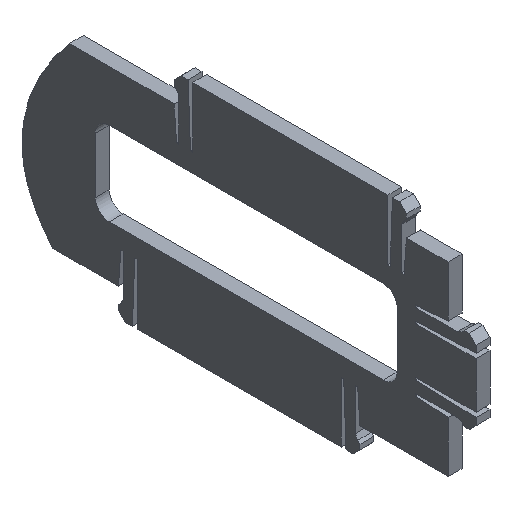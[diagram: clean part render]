
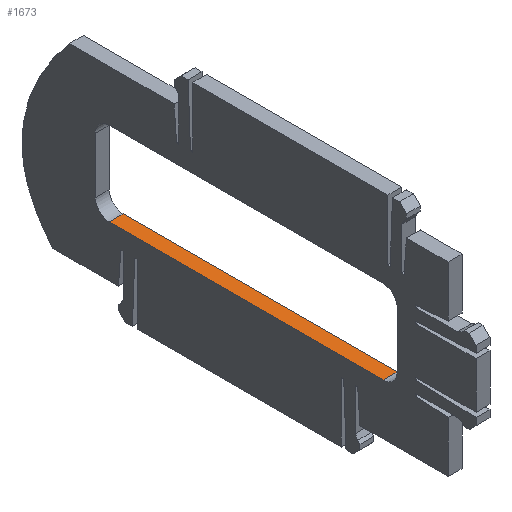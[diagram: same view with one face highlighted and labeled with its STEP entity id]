
A CAD part, isometric view. The second image highlights one B-rep face of the part: STEP entity #1673.
In plain terms, the highlighted planar face has unit normal (0, 0, 1).
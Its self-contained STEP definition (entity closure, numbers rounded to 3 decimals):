
#6 = VERTEX_POINT ( 'NONE', #2375 ) ;
#16 = VERTEX_POINT ( 'NONE', #2354 ) ;
#17 = VERTEX_POINT ( 'NONE', #2415 ) ;
#230 = EDGE_LOOP ( 'NONE', ( #1145, #1172, #1179, #1183 ) ) ;
#254 = DIRECTION ( 'NONE',  ( 0., -1., 0. ) ) ;
#256 = DIRECTION ( 'NONE',  ( 0., 0., 1. ) ) ;
#270 = PLANE ( 'NONE',  #932 ) ;
#281 = CARTESIAN_POINT ( 'NONE',  ( -54., 0., -26. ) ) ;
#929 = EDGE_CURVE ( 'NONE', #3100, #6, #2342, .T. ) ;
#932 = AXIS2_PLACEMENT_3D ( 'NONE', #281, #256, #254 ) ;
#946 = EDGE_CURVE ( 'NONE', #6, #17, #2307, .T. ) ;
#955 = EDGE_CURVE ( 'NONE', #16, #3100, #2285, .T. ) ;
#1145 = ORIENTED_EDGE ( 'NONE', *, *, #929, .T. ) ;
#1172 = ORIENTED_EDGE ( 'NONE', *, *, #946, .T. ) ;
#1179 = ORIENTED_EDGE ( 'NONE', *, *, #2227, .F. ) ;
#1183 = ORIENTED_EDGE ( 'NONE', *, *, #955, .T. ) ;
#1673 = ADVANCED_FACE ( 'NONE', ( #1879 ), #270, .T. ) ;
#1679 = VECTOR ( 'NONE', #2598, 1000. ) ;
#1691 = LINE ( 'NONE', #2655, #1679 ) ;
#1879 = FACE_OUTER_BOUND ( 'NONE', #230, .T. ) ;
#2001 = CARTESIAN_POINT ( 'NONE',  ( -54., 96., -26. ) ) ;
#2227 = EDGE_CURVE ( 'NONE', #16, #17, #1691, .T. ) ;
#2277 = VECTOR ( 'NONE', #3086, 1000. ) ;
#2285 = LINE ( 'NONE', #3078, #2277 ) ;
#2286 = VECTOR ( 'NONE', #3091, 1000. ) ;
#2295 = VECTOR ( 'NONE', #3110, 1000. ) ;
#2307 = LINE ( 'NONE', #3094, #2286 ) ;
#2342 = LINE ( 'NONE', #3149, #2295 ) ;
#2354 = CARTESIAN_POINT ( 'NONE',  ( -51., 96., -26. ) ) ;
#2375 = CARTESIAN_POINT ( 'NONE',  ( -54., 37., -26. ) ) ;
#2415 = CARTESIAN_POINT ( 'NONE',  ( -51., 37., -26. ) ) ;
#2598 = DIRECTION ( 'NONE',  ( 0., -1., 0. ) ) ;
#2655 = CARTESIAN_POINT ( 'NONE',  ( -51., 0., -26. ) ) ;
#3078 = CARTESIAN_POINT ( 'NONE',  ( -54., 96., -26. ) ) ;
#3086 = DIRECTION ( 'NONE',  ( -1., 0., 0. ) ) ;
#3091 = DIRECTION ( 'NONE',  ( 1., 0., 0. ) ) ;
#3094 = CARTESIAN_POINT ( 'NONE',  ( -51., 37., -26. ) ) ;
#3100 = VERTEX_POINT ( 'NONE', #2001 ) ;
#3110 = DIRECTION ( 'NONE',  ( 0., -1., 0. ) ) ;
#3149 = CARTESIAN_POINT ( 'NONE',  ( -54., 0., -26. ) ) ;
